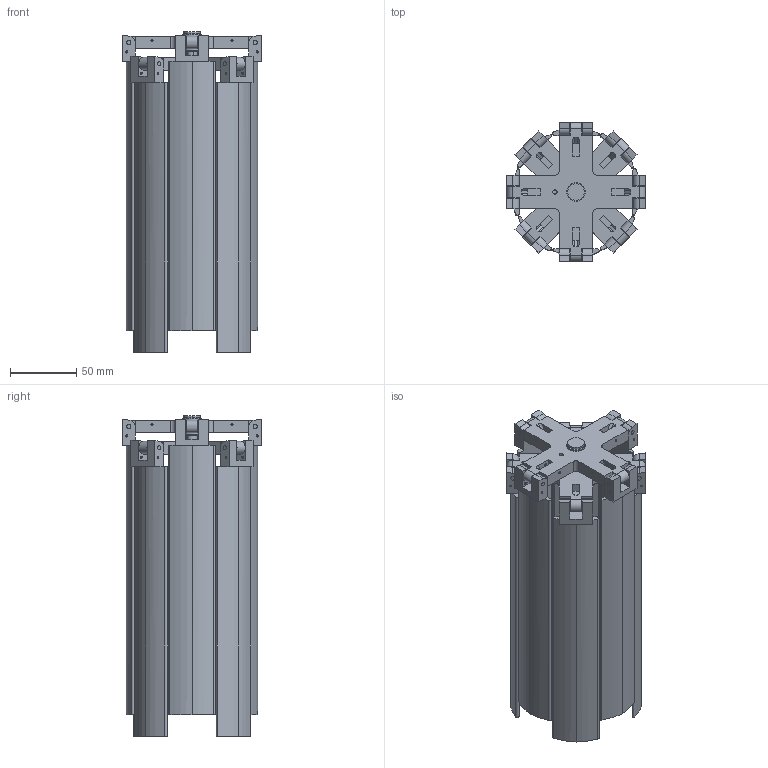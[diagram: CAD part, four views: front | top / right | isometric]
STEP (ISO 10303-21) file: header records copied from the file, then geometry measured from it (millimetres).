
FILE_DESCRIPTION((''),'2;1');
FILE_NAME('2018-CSSF-300_ASM','2019-01-22T19:21:23',('peter'),(''),'CREO PARAMETRIC BY PTC INC, 2018050','CREO PARAMETRIC BY PTC INC, 2018050','');
FILE_SCHEMA(('CONFIG_CONTROL_DESIGN'));
Length unit declared in the file: inch
Products named in the file (9): 2018-CSSF-301; 57155K337_STAINLESS_STEEL_BALL_; 2018-CSSF-303_TOP; 2018-CSSF-302; 2018-CSSF-303; ROTOR1_WING; 2018-CSSF-306; ROTOR2_WING; 2018-CSSF-300_ASM
Assembly tree (24 placements, depth 2):
  2018-CSSF-300_ASM
    2018-CSSF-301
    57155K337_STAINLESS_STEEL_BALL_  x4
    2018-CSSF-303_TOP
    2018-CSSF-302
    2018-CSSF-303
    ROTOR1_WING  x4
    2018-CSSF-306  x8
    ROTOR2_WING  x4
Bounding box: 104.78 x 104.78 x 241.55 mm (x, y, z)
Volume: 372459.2 mm3; surface area: 169572.4 mm2
Topology: 68 solids, 72 shells, 718 faces, 1808 edges, 1088 vertices
Faces by surface type: cylinder 296, plane 262, sphere 88, cone 40, torus 16, extrusion 16
Entity records: 10457 total; most frequent: CARTESIAN_POINT 1958, DIRECTION 1780, ORIENTED_EDGE 1632, EDGE_CURVE 816, AXIS2_PLACEMENT_3D 648, VERTEX_POINT 544, VECTOR 484, LINE 480
